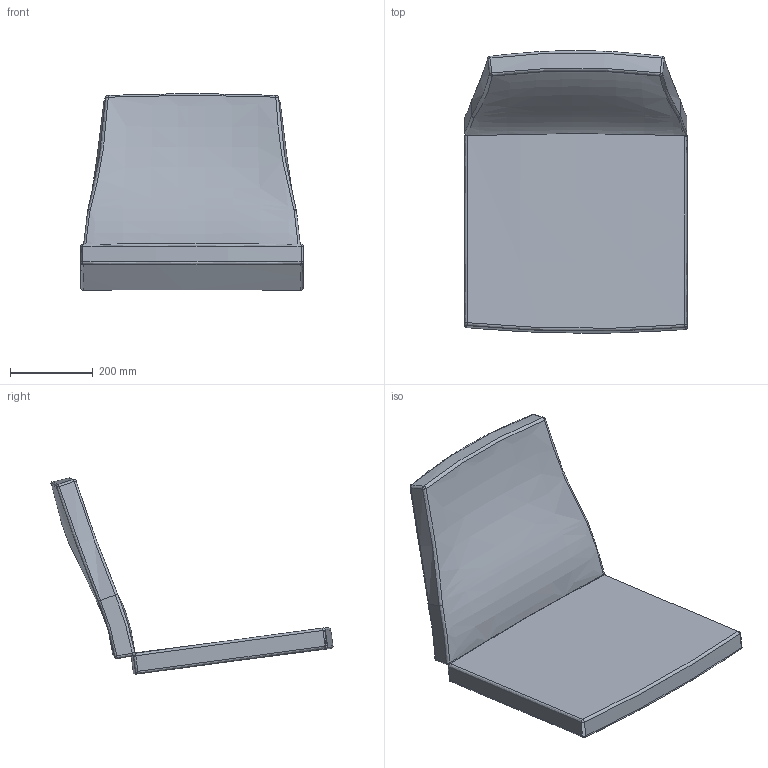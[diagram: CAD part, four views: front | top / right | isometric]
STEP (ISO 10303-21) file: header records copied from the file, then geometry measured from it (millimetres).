
FILE_DESCRIPTION (( 'STEP AP214' ), '1' );
FILE_NAME ('KS001.STEP', '2021-09-20T12:23:00', ( '' ), ( '' ), 'SwSTEP 2.0', 'SolidWorks 2021', '' );
FILE_SCHEMA (( 'AUTOMOTIVE_DESIGN' ));
Length unit declared in the file: millimetre
Products named in the file (1): KS001
Bounding box: 538.29 x 681.94 x 475 mm (x, y, z)
Volume: 23698630.7 mm3; surface area: 1124682.7 mm2
Topology: 2 solids, 2 shells, 61 faces, 135 edges, 76 vertices
Faces by surface type: bspline 39, sphere 18, plane 4
Entity records: 9388 total; most frequent: CARTESIAN_POINT 8299, ORIENTED_EDGE 258, DIRECTION 154, EDGE_CURVE 129, AXIS2_PLACEMENT_3D 77, B_SPLINE_CURVE_WITH_KNOTS 75, VERTEX_POINT 72, EDGE_LOOP 61
